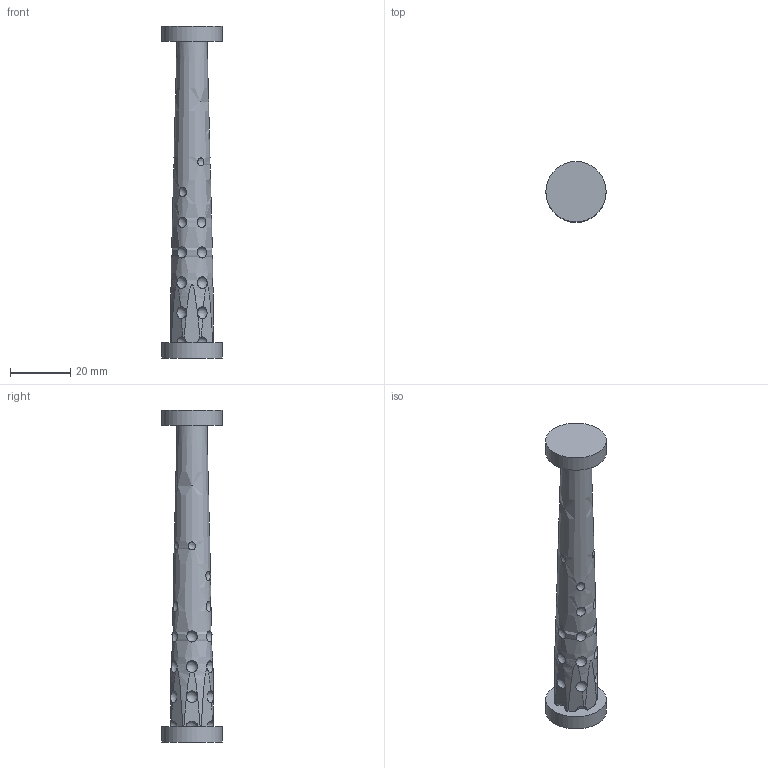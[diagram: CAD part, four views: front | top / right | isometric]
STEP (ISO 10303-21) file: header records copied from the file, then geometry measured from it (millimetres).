
FILE_DESCRIPTION(('Open CASCADE Model'),'2;1');
FILE_NAME('Open CASCADE Shape Model','2024-05-26T17:40:24',('Author'),( 'Open CASCADE'),'Open CASCADE STEP processor 7.7','Open CASCADE 7.7' ,'Unknown');
FILE_SCHEMA(('AUTOMOTIVE_DESIGN { 1 0 10303 214 1 1 1 1 }'));
Length unit declared in the file: millimetre
Products named in the file (1): Open CASCADE STEP translator 7.7 16
Bounding box: 20 x 20 x 110 mm (x, y, z)
Volume: 15229.6 mm3; surface area: 5730.9 mm2
Topology: 1 solids, 1 shells, 59 faces, 137 edges, 99 vertices
Faces by surface type: sphere 38, plane 14, cone 5, cylinder 2
Full cylindrical faces by diameter (mm): 20 x2
Entity records: 29916 total; most frequent: CARTESIAN_POINT 27476, DIRECTION 351, ORIENTED_EDGE 274, PCURVE 274, DEFINITIONAL_REPRESENTATION 274, B_SPLINE_CURVE_WITH_KNOTS 222, EDGE_CURVE 137, AXIS2_PLACEMENT_3D 129
